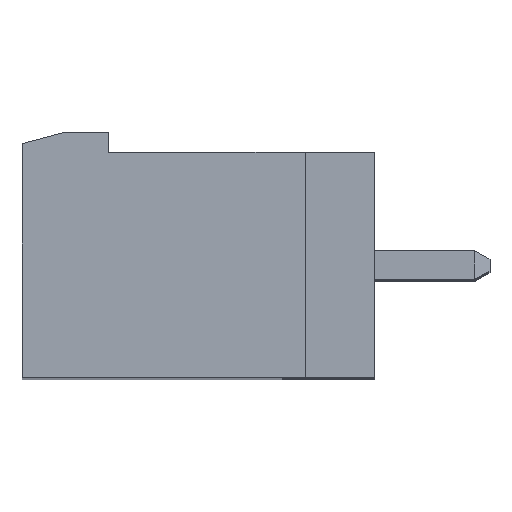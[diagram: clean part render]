
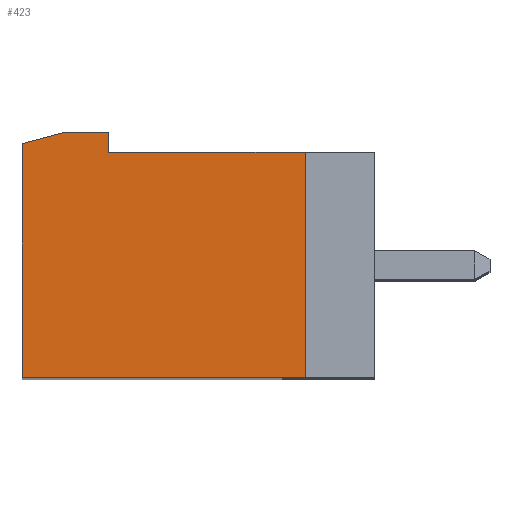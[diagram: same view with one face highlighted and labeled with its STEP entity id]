
A CAD part, top view. The second image highlights one B-rep face of the part: STEP entity #423.
In plain terms, the highlighted planar face has unit normal (0, 0, 1).
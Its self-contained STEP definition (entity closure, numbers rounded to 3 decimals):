
#423 = ADVANCED_FACE( '', ( #1176 ), #1177, .F. );
#1176 = FACE_OUTER_BOUND( '', #2290, .T. );
#1177 = PLANE( '', #2291 );
#2290 = EDGE_LOOP( '', ( #3503, #3504, #3505, #3506, #3507, #3508, #3509 ) );
#2291 = AXIS2_PLACEMENT_3D( '', #3510, #3511, #3512 );
#3503 = ORIENTED_EDGE( '', *, *, #6635, .F. );
#3504 = ORIENTED_EDGE( '', *, *, #6636, .F. );
#3505 = ORIENTED_EDGE( '', *, *, #6637, .F. );
#3506 = ORIENTED_EDGE( '', *, *, #6638, .F. );
#3507 = ORIENTED_EDGE( '', *, *, #6639, .F. );
#3508 = ORIENTED_EDGE( '', *, *, #6640, .F. );
#3509 = ORIENTED_EDGE( '', *, *, #6641, .F. );
#3510 = CARTESIAN_POINT( '', ( 197.225, 64.81, 46.72 ) );
#3511 = DIRECTION( '', ( 0., 0., -1. ) );
#3512 = DIRECTION( '', ( 0., -1., 0. ) );
#6635 = EDGE_CURVE( '', #7955, #7956, #7957, .T. );
#6636 = EDGE_CURVE( '', #7958, #7955, #7959, .T. );
#6637 = EDGE_CURVE( '', #7960, #7958, #7961, .T. );
#6638 = EDGE_CURVE( '', #7962, #7960, #7963, .T. );
#6639 = EDGE_CURVE( '', #7964, #7962, #7965, .T. );
#6640 = EDGE_CURVE( '', #7966, #7964, #7967, .T. );
#6641 = EDGE_CURVE( '', #7956, #7966, #7968, .T. );
#7955 = VERTEX_POINT( '', #9852 );
#7956 = VERTEX_POINT( '', #9853 );
#7957 = LINE( '', #9854, #9855 );
#7958 = VERTEX_POINT( '', #9856 );
#7959 = LINE( '', #9857, #9858 );
#7960 = VERTEX_POINT( '', #9859 );
#7961 = LINE( '', #9860, #9861 );
#7962 = VERTEX_POINT( '', #9862 );
#7963 = LINE( '', #9863, #9864 );
#7964 = VERTEX_POINT( '', #9865 );
#7965 = LINE( '', #9866, #9867 );
#7966 = VERTEX_POINT( '', #9868 );
#7967 = LINE( '', #9869, #9870 );
#7968 = LINE( '', #9871, #9872 );
#9852 = CARTESIAN_POINT( '', ( 197.425, 64.71, 46.72 ) );
#9853 = CARTESIAN_POINT( '', ( 197.425, 64.01, 46.72 ) );
#9854 = CARTESIAN_POINT( '', ( 197.425, 64.31, 46.72 ) );
#9855 = VECTOR( '', #12345, 1000. );
#9856 = CARTESIAN_POINT( '', ( 195.918, 64.71, 46.72 ) );
#9857 = CARTESIAN_POINT( '', ( 197.425, 64.71, 46.72 ) );
#9858 = VECTOR( '', #12346, 1000. );
#9859 = CARTESIAN_POINT( '', ( 194.425, 64.31, 46.72 ) );
#9860 = CARTESIAN_POINT( '', ( 195.918, 64.71, 46.72 ) );
#9861 = VECTOR( '', #12347, 1000. );
#9862 = CARTESIAN_POINT( '', ( 194.425, 56.21, 46.72 ) );
#9863 = CARTESIAN_POINT( '', ( 194.425, 64.41, 46.72 ) );
#9864 = VECTOR( '', #12348, 1000. );
#9865 = CARTESIAN_POINT( '', ( 204.225, 56.21, 46.72 ) );
#9866 = CARTESIAN_POINT( '', ( 194.225, 56.21, 46.72 ) );
#9867 = VECTOR( '', #12349, 1000. );
#9868 = CARTESIAN_POINT( '', ( 204.225, 64.01, 46.72 ) );
#9869 = CARTESIAN_POINT( '', ( 204.225, 56.21, 46.72 ) );
#9870 = VECTOR( '', #12350, 1000. );
#9871 = CARTESIAN_POINT( '', ( 204.025, 64.01, 46.72 ) );
#9872 = VECTOR( '', #12351, 1000. );
#12345 = DIRECTION( '', ( 0., -1., 0. ) );
#12346 = DIRECTION( '', ( 1., 0., 0. ) );
#12347 = DIRECTION( '', ( 0.966, 0.259, 0. ) );
#12348 = DIRECTION( '', ( 0., 1., 0. ) );
#12349 = DIRECTION( '', ( -1., 0., 0. ) );
#12350 = DIRECTION( '', ( 0., -1., 0. ) );
#12351 = DIRECTION( '', ( 1., 0., 0. ) );
